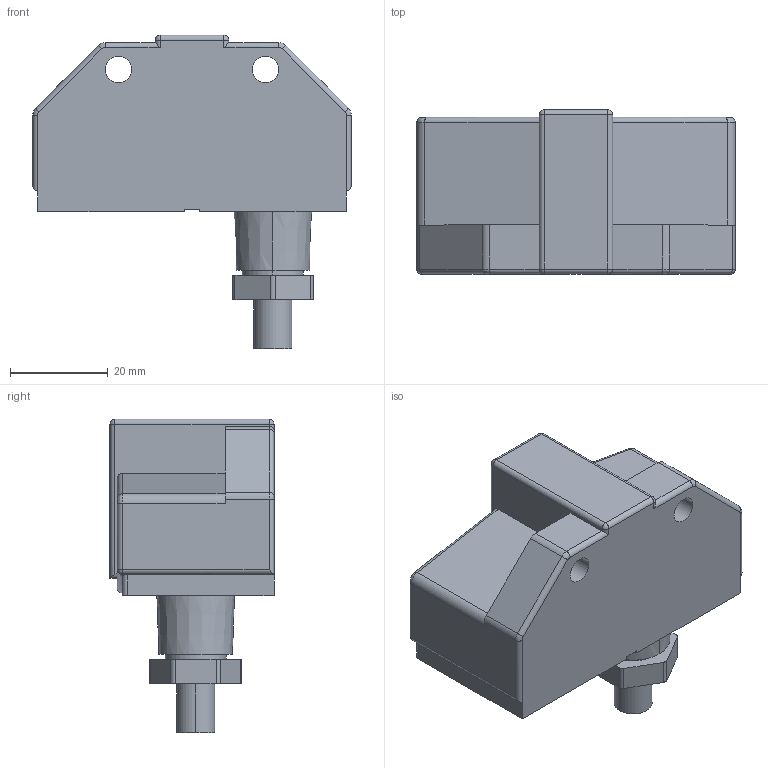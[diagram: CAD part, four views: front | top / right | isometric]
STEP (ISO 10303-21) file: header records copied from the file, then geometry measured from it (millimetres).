
FILE_DESCRIPTION((''),'2;1');
FILE_NAME('DM_CAD-0282B','2021-02-23T13:12:09',('creinig-se'),(''),'CREO PARAMETRIC BY PTC INC, 2019292','CREO PARAMETRIC BY PTC INC, 2019292','');
FILE_SCHEMA(('CONFIG_CONTROL_DESIGN','SHAPE_APPEARANCE_LAYERS_GROUPS'));
Length unit declared in the file: millimetre
Products named in the file (1): DM_CAD-0282B
Bounding box: 65 x 33.5 x 64 mm (x, y, z)
Volume: 60852.2 mm3; surface area: 11880.9 mm2
Topology: 1 solids, 1 shells, 110 faces, 383 edges, 298 vertices
Faces by surface type: cylinder 53, plane 42, sphere 6, bspline 6, cone 2, torus 1
Entity records: 5457 total; most frequent: CARTESIAN_POINT 840, DIRECTION 708, ORIENTED_EDGE 526, PRESENTATION_STYLE_ASSIGNMENT 411, STYLED_ITEM 407, CURVE_STYLE 392, EDGE_CURVE 263, AXIS2_PLACEMENT_3D 238
